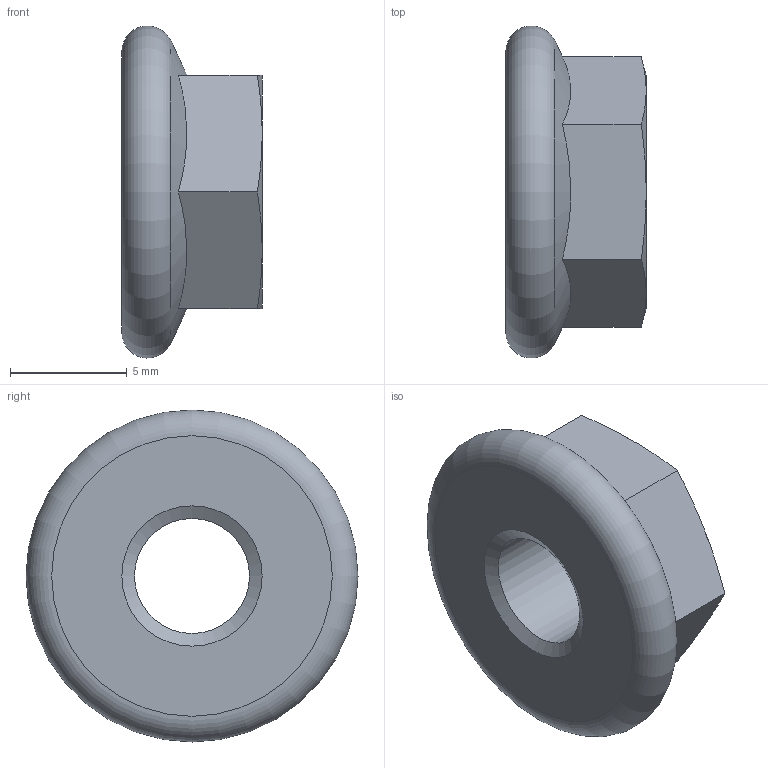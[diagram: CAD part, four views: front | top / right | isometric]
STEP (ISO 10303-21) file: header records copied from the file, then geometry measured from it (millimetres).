
FILE_DESCRIPTION(/* description */ ('Шестигранная гайка'),/* implementation_level */ '2;1');
FILE_NAME(/* name */ 'DIN 6923 - M6 x 1.ipt.stp',/* time_stamp */ '2023-05-19T14:26:00+03:00',/* author */ ('Ртищев А.О.'),/* organization */ (''),/* preprocessor_version */ 'ST-DEVELOPER v19.2',/* originating_system */ 'Autodesk Inventor 2023',/* authorisation */ '');
FILE_SCHEMA (('AUTOMOTIVE_DESIGN { 1 0 10303 214 3 1 1 }'));
Length unit declared in the file: millimetre
Products named in the file (1): DIN 6923 - M6
Bounding box: 6 x 14.2 x 14.2 mm (x, y, z)
Volume: 545.5 mm3; surface area: 536.1 mm2
Topology: 1 solids, 1 shells, 19 faces, 49 edges, 32 vertices
Faces by surface type: cone 9, plane 8, cylinder 1, torus 1
Full cylindrical faces by diameter (mm): 4.917 x1
Entity records: 605 total; most frequent: CARTESIAN_POINT 149, ORIENTED_EDGE 98, DIRECTION 80, EDGE_CURVE 49, AXIS2_PLACEMENT_3D 35, VERTEX_POINT 32, EDGE_LOOP 21, FACE_OUTER_BOUND 19
